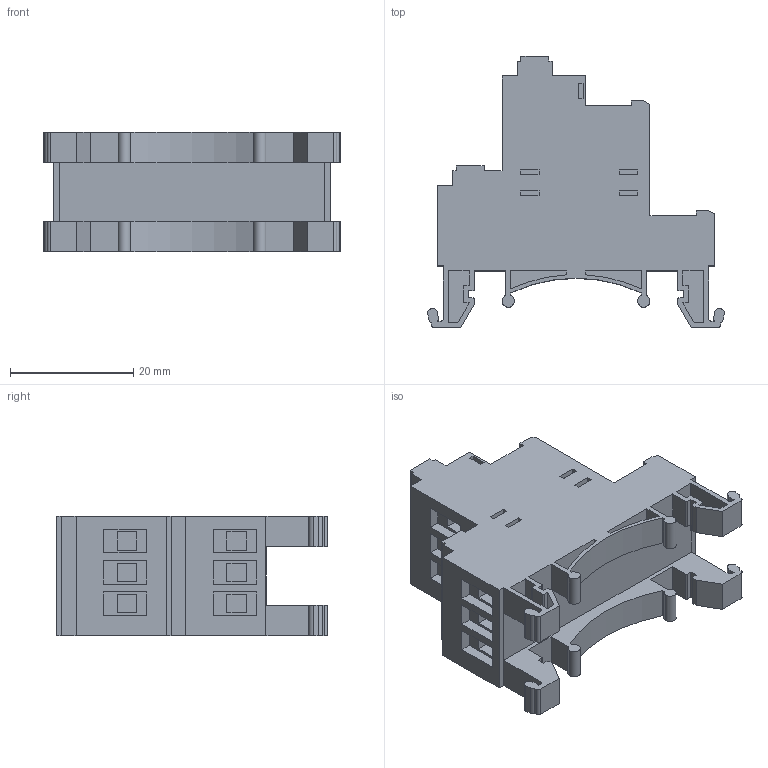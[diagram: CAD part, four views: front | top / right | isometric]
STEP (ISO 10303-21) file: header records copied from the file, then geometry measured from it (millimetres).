
FILE_DESCRIPTION (( 'STEP AP203' ), '1' );
FILE_NAME ('SOKETLI BASKILI DEVRE KLEMENSI - 5,08 RAY TIPI KATLI SOKET KLEMENS 3 LI.STEP', '2018-09-19T08:08:56', ( 'user' ), ( '' ), 'SwSTEP 2.0', 'SolidWorks 2016', '' );
FILE_SCHEMA (( 'CONFIG_CONTROL_DESIGN' ));
Length unit declared in the file: millimetre
Products named in the file (1): SOKETLI BASKILI DEVRE KLEMENSI - 5,08  RAY TIPI KATLI SOKET KLEMENS 3 LI
Bounding box: 48.13 x 44 x 19.44 mm (x, y, z)
Volume: 17898.3 mm3; surface area: 8627.7 mm2
Topology: 1 solids, 1 shells, 407 faces, 1107 edges, 738 vertices
Faces by surface type: plane 338, cylinder 69
Entity records: 12816 total; most frequent: CARTESIAN_POINT 2253, ORIENTED_EDGE 2214, DIRECTION 2085, EDGE_CURVE 1107, LINE 945, VECTOR 945, VERTEX_POINT 738, AXIS2_PLACEMENT_3D 570
